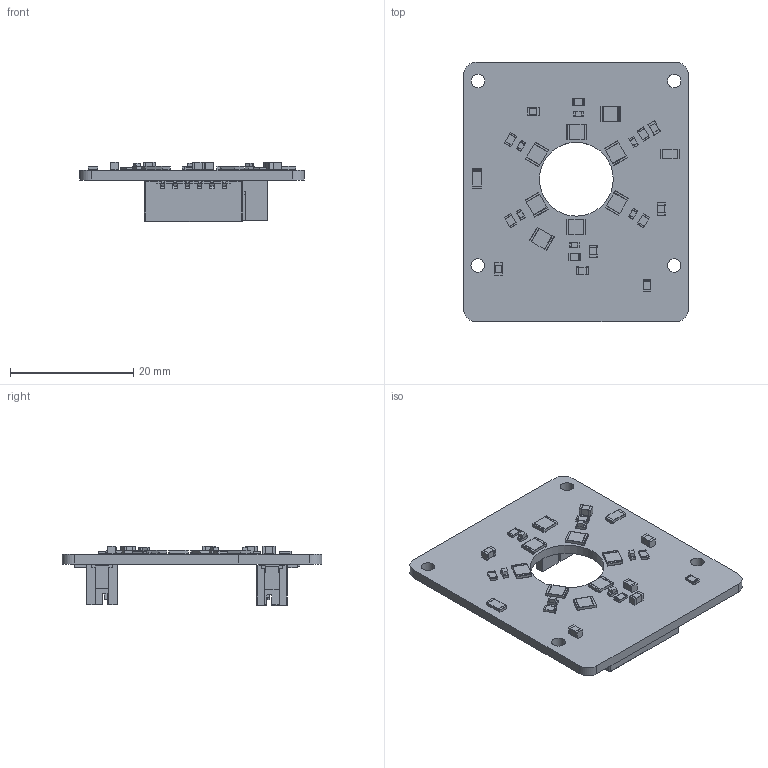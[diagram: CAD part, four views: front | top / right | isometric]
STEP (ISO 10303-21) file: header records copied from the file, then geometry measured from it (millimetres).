
FILE_DESCRIPTION(('KiCad electronic assembly'),'2;1');
FILE_NAME('led_defogger_PCB_with_UV_2022.step','2022-02-25T10:52:35',( 'An Author'),('A Company'),'Open CASCADE STEP processor 6.9', 'KiCad to STEP converter','Unknown');
FILE_SCHEMA(('AUTOMOTIVE_DESIGN { 1 0 10303 214 1 1 1 1 }'));
Length unit declared in the file: millimetre
Products named in the file (16): Open CASCADE STEP translator 6.9 1; JST_-_B2B-PH-SM4-TB(LF)(SN); SOLID; R_1206_3216Metric; R_0805_2012Metric; LED_0603_1608Metric; R_1210_3225Metric; JST_-_B6B-PH-SM4-TB(LF)(SN); COMPOUND; C_0805_2012Metric
Assembly tree (39 placements, depth 3):
  Open CASCADE STEP translator 6.9 1
    JST_-_B2B-PH-SM4-TB(LF)(SN)
      SOLID
    R_1206_3216Metric  x2
      SOLID
    R_0805_2012Metric  x7
      SOLID
    LED_0603_1608Metric  x6
      SOLID
    R_1210_3225Metric  x8
      SOLID
    JST_-_B6B-PH-SM4-TB(LF)(SN)
      COMPOUND
    C_0805_2012Metric  x6
      SOLID
    COMPOUND
Bounding box: 36.54 x 42.19 x 9.7 mm (x, y, z)
Volume: 2739.9 mm3; surface area: 4764.5 mm2
Topology: 41 solids, 41 shells, 1418 faces, 3706 edges, 2386 vertices
Faces by surface type: plane 1118, cylinder 296, cone 4
Full cylindrical faces by diameter (mm): 2.2 x4, 12 x1
Entity records: 45155 total; most frequent: CARTESIAN_POINT 7813, DIRECTION 6678, LINE 4831, VECTOR 4831, ORIENTED_EDGE 3458, PCURVE 3458, DEFINITIONAL_REPRESENTATION 3458, EDGE_CURVE 1729
